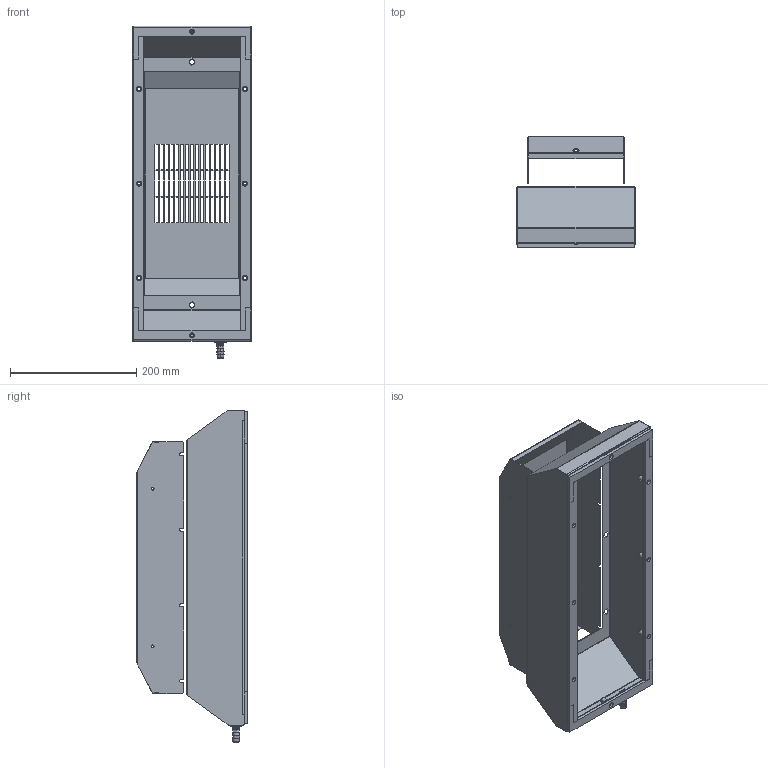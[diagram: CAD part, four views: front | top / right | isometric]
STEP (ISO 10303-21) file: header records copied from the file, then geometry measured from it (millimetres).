
FILE_DESCRIPTION((''),'2;1');
FILE_NAME('TG3200-DUCT-2023_ASM_1_ASM','2024-02-07T14:04:01',('alexcam'),(''),'CREO PARAMETRIC BY PTC INC, 2023294','CREO PARAMETRIC BY PTC INC, 2023294','');
FILE_SCHEMA(('AUTOMOTIVE_DESIGN { 1 0 10303 214 1 1 1 1 }'));
Length unit declared in the file: millimetre
Products named in the file (9): TG3200_RHSTYLE2_AMB_CVR_1; TG3200_AMB_COVER_ASM_1_ASM; TG3200_DUCT_1; POPNUT_M6_HEX_OPEN_A2_1; TG3200_DUCT_INS_OUTER1_1; TG3200_DUCT_INS_OUTER2_1; BAYONET_DRAINFITTING_1; TG3200_DUCT_ASM_1_ASM; TG3200-DUCT-2023_ASM_1_ASM
Assembly tree (17 placements, depth 3):
  TG3200-DUCT-2023_ASM_1_ASM
    TG3200_AMB_COVER_ASM_1_ASM
      TG3200_RHSTYLE2_AMB_CVR_1
    TG3200_DUCT_ASM_1_ASM
      TG3200_DUCT_1
      POPNUT_M6_HEX_OPEN_A2_1  x8
      TG3200_DUCT_INS_OUTER1_1  x2
      TG3200_DUCT_INS_OUTER2_1  x2
      BAYONET_DRAINFITTING_1
Bounding box: 187.5 x 175.8 x 526.92 mm (x, y, z)
Volume: 378416.5 mm3; surface area: 622921.4 mm2
Topology: 15 solids, 15 shells, 1096 faces, 2882 edges, 1821 vertices
Faces by surface type: plane 796, cylinder 164, cone 56, bspline 50, torus 20, extrusion 8, sphere 2
Entity records: 34457 total; most frequent: CARTESIAN_POINT 8350, ORIENTED_EDGE 4244, DIRECTION 3668, EDGE_CURVE 2122, PRESENTATION_STYLE_ASSIGNMENT 2029, STYLED_ITEM 2029, CURVE_STYLE 2024, VECTOR 1568
